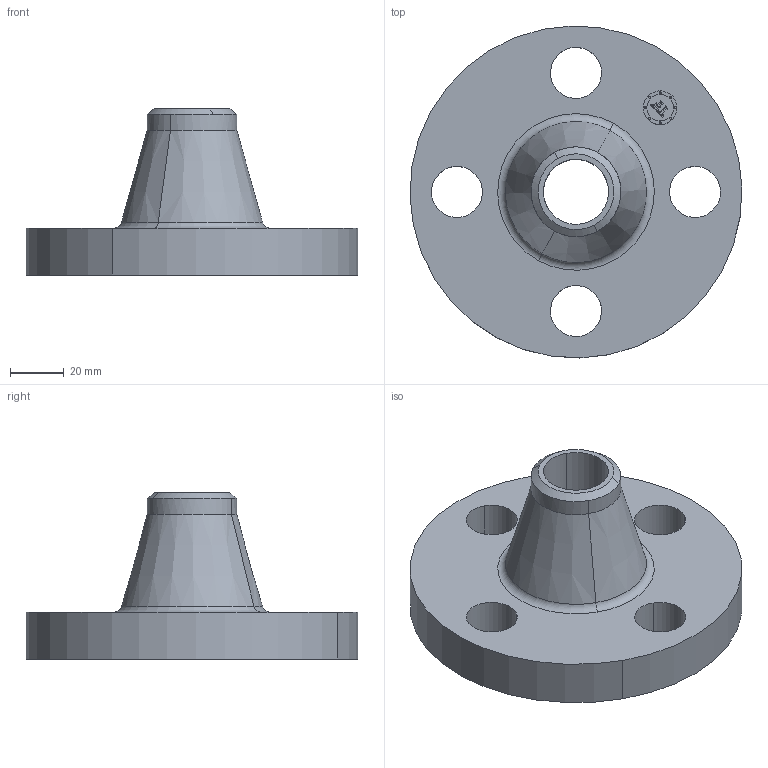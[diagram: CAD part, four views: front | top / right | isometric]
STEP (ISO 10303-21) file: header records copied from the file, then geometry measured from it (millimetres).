
FILE_DESCRIPTION(('3D STEP'),'2;1');
FILE_NAME('1-400-WELD-NECK-FF-XH-FLANGE.stp','2013-03-09T12:33:00+00:00',('Texas Flange'),(''),'CATIA Version 5 Release 20 SP 6 (IN-10)','CATIA V5 STEP AP214','800-826-3801');
FILE_SCHEMA(('AUTOMOTIVE_DESIGN { 1 0 10303 214 1 1 1 1 }'));
Length unit declared in the file: inch
Products named in the file (1): 1-400-WELD-NECK-FF-XH-FLANGE
Bounding box: 123.92 x 123.92 x 61.98 mm (x, y, z)
Volume: 225323.9 mm3; surface area: 41124.7 mm2
Topology: 1 solids, 1 shells, 408 faces, 1160 edges, 772 vertices
Faces by surface type: plane 368, cylinder 34, cone 4, torus 2
Entity records: 15808 total; most frequent: CARTESIAN_POINT 2374, ORIENTED_EDGE 2320, DIRECTION 1926, EDGE_CURVE 1160, VECTOR 1082, LINE 1082, VERTEX_POINT 772, AXIS2_PLACEMENT_3D 460
